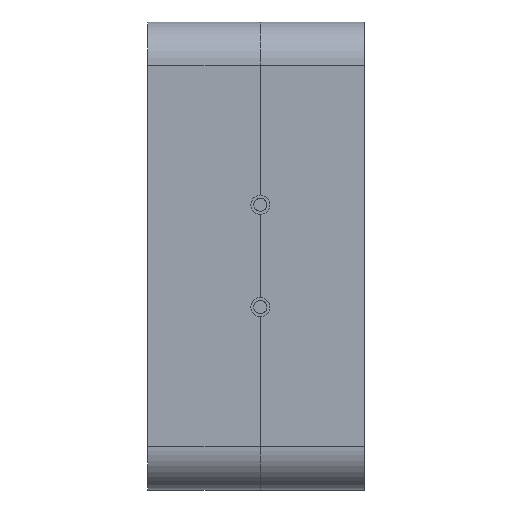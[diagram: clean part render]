
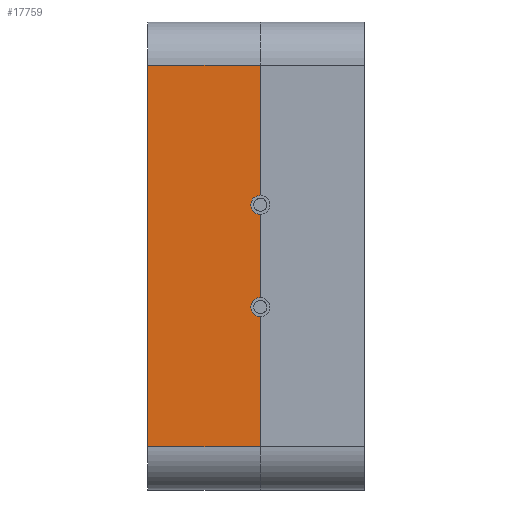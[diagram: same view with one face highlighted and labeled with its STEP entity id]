
A CAD part, left-side view. The second image highlights one B-rep face of the part: STEP entity #17759.
In plain terms, the highlighted free-form (B-spline) face has degree [1, 1] with [2, 2] control points.
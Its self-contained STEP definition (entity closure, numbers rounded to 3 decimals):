
#17462 = VERTEX_POINT('',#17463);
#17463 = CARTESIAN_POINT('',(0.,0.,-3.126));
#17469 = EDGE_CURVE('',#17470,#17462,#17472,.T.);
#17470 = VERTEX_POINT('',#17471);
#17471 = CARTESIAN_POINT('',(0.,0.,-30.631));
#17472 = B_SPLINE_CURVE_WITH_KNOTS('',1,(#17473,#17474),.UNSPECIFIED.,
  .F.,.F.,(2,2),(0.,22.),.PIECEWISE_BEZIER_KNOTS.);
#17473 = CARTESIAN_POINT('',(0.,0.,-30.631));
#17474 = CARTESIAN_POINT('',(0.,0.,-3.126));
#17759 = ADVANCED_FACE('',(#17760),#17782,.T.);
#17760 = FACE_BOUND('',#17761,.T.);
#17761 = EDGE_LOOP('',(#17762,#17763,#17770,#17777));
#17762 = ORIENTED_EDGE('',*,*,#17469,.T.);
#17763 = ORIENTED_EDGE('',*,*,#17764,.T.);
#17764 = EDGE_CURVE('',#17462,#17765,#17767,.T.);
#17765 = VERTEX_POINT('',#17766);
#17766 = CARTESIAN_POINT('',(0.,8.127,
    -3.126));
#17767 = B_SPLINE_CURVE_WITH_KNOTS('',1,(#17768,#17769),.UNSPECIFIED.,
  .F.,.F.,(2,2),(0.,6.5),.PIECEWISE_BEZIER_KNOTS.);
#17768 = CARTESIAN_POINT('',(0.,0.,-3.126));
#17769 = CARTESIAN_POINT('',(0.,8.127,
    -3.126));
#17770 = ORIENTED_EDGE('',*,*,#17771,.F.);
#17771 = EDGE_CURVE('',#17772,#17765,#17774,.T.);
#17772 = VERTEX_POINT('',#17773);
#17773 = CARTESIAN_POINT('',(0.,8.127,
    -30.631));
#17774 = B_SPLINE_CURVE_WITH_KNOTS('',1,(#17775,#17776),.UNSPECIFIED.,
  .F.,.F.,(2,2),(0.,22.),.PIECEWISE_BEZIER_KNOTS.);
#17775 = CARTESIAN_POINT('',(0.,8.127,
    -30.631));
#17776 = CARTESIAN_POINT('',(0.,8.127,
    -3.126));
#17777 = ORIENTED_EDGE('',*,*,#17778,.F.);
#17778 = EDGE_CURVE('',#17470,#17772,#17779,.T.);
#17779 = B_SPLINE_CURVE_WITH_KNOTS('',1,(#17780,#17781),.UNSPECIFIED.,
  .F.,.F.,(2,2),(0.,6.5),.PIECEWISE_BEZIER_KNOTS.);
#17780 = CARTESIAN_POINT('',(0.,0.,-30.631));
#17781 = CARTESIAN_POINT('',(0.,8.127,
    -30.631));
#17782 = B_SPLINE_SURFACE_WITH_KNOTS('',1,1,(
    (#17783,#17784)
    ,(#17785,#17786
    )),.UNSPECIFIED.,.F.,.F.,.F.,(2,2),(2,2),(0.,22.),(0.,6.5),
  .PIECEWISE_BEZIER_KNOTS.);
#17783 = CARTESIAN_POINT('',(0.,0.,-30.631));
#17784 = CARTESIAN_POINT('',(0.,8.127,
    -30.631));
#17785 = CARTESIAN_POINT('',(0.,0.,-3.126));
#17786 = CARTESIAN_POINT('',(0.,8.127,
    -3.126));
